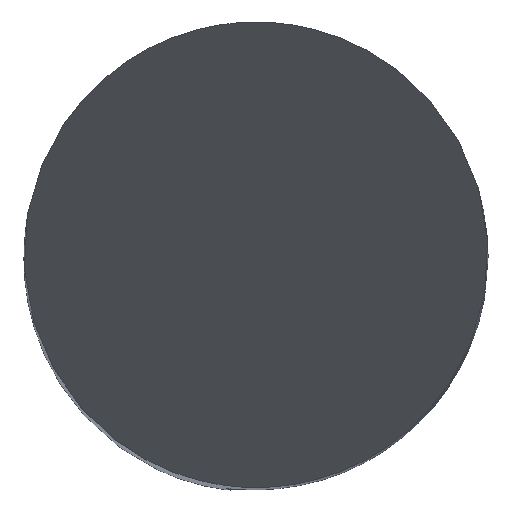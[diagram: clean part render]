
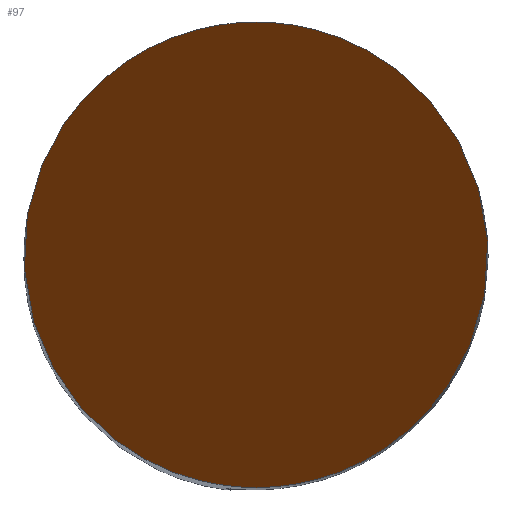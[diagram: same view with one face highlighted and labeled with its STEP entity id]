
A CAD part, top view. The second image highlights one B-rep face of the part: STEP entity #97.
In plain terms, the highlighted planar face has unit normal (0, -0.866, 0.5).
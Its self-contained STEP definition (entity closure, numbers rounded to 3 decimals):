
#97=ADVANCED_FACE('',(#136),#107,.F.);
#107=PLANE('',#597);
#136=FACE_OUTER_BOUND('',#165,.T.);
#165=EDGE_LOOP('',(#372,#373));
#372=ORIENTED_EDGE('',*,*,#460,.T.);
#373=ORIENTED_EDGE('',*,*,#448,.T.);
#391=VERTEX_POINT('',#935);
#393=VERTEX_POINT('',#941);
#448=EDGE_CURVE('',#393,#391,#517,.T.);
#460=EDGE_CURVE('',#391,#393,#521,.T.);
#517=(
BOUNDED_CURVE()
B_SPLINE_CURVE(3,(#937,#938,#939,#940),.UNSPECIFIED.,.F.,.F.)
B_SPLINE_CURVE_WITH_KNOTS((4,4),(0.,1.),.UNSPECIFIED.)
CURVE()
GEOMETRIC_REPRESENTATION_ITEM()
RATIONAL_B_SPLINE_CURVE((1.,0.333,0.333,1.))
REPRESENTATION_ITEM('')
);
#521=(
BOUNDED_CURVE()
B_SPLINE_CURVE(3,(#1003,#1004,#1005,#1006),.UNSPECIFIED.,.F.,.F.)
B_SPLINE_CURVE_WITH_KNOTS((4,4),(0.,1.),.UNSPECIFIED.)
CURVE()
GEOMETRIC_REPRESENTATION_ITEM()
RATIONAL_B_SPLINE_CURVE((1.,0.333,0.333,1.))
REPRESENTATION_ITEM('')
);
#597=AXIS2_PLACEMENT_3D('',#1176,#701,#702);
#701=DIRECTION('',(0.,0.866,-0.5));
#702=DIRECTION('',(0.,0.5,0.866));
#935=CARTESIAN_POINT('',(0.,-3.,-5.196));
#937=CARTESIAN_POINT('',(0.,3.,5.196));
#938=CARTESIAN_POINT('',(-6.,3.,5.196));
#939=CARTESIAN_POINT('',(-6.,-3.,-5.196));
#940=CARTESIAN_POINT('',(0.,-3.,-5.196));
#941=CARTESIAN_POINT('',(0.,3.,5.196));
#1003=CARTESIAN_POINT('',(0.,-3.,-5.196));
#1004=CARTESIAN_POINT('',(6.,-3.,-5.196));
#1005=CARTESIAN_POINT('',(6.,3.,5.196));
#1006=CARTESIAN_POINT('',(0.,3.,5.196));
#1176=CARTESIAN_POINT('',(-3.25,-3.,-5.196));
